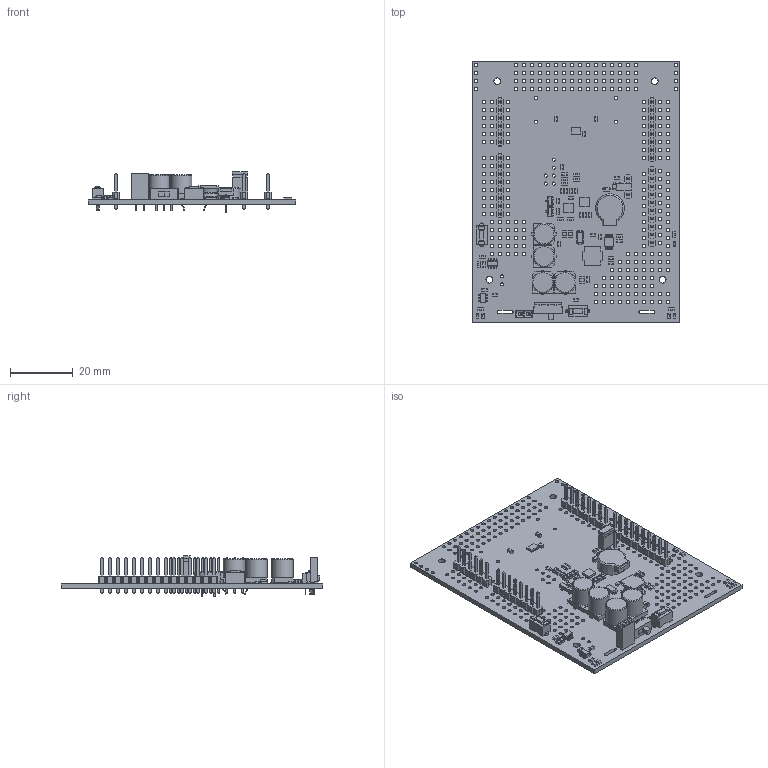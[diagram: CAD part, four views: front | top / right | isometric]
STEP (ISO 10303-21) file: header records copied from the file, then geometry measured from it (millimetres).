
FILE_DESCRIPTION (( 'STEP AP214' ), '1' );
FILE_NAME ('zumo-shield-for-arduino.step', '2017-08-08T22:29:02', ( '' ), ( '' ), 'SwSTEP 2.0', 'SolidWorks 2016', '' );
FILE_SCHEMA (( 'AUTOMOTIVE_DESIGN' ));
Length unit declared in the file: millimetre
Products named in the file (3): zum01c; shorting-block; zumo-shield-for-arduino
Assembly tree (2 placements, depth 2):
  zumo-shield-for-arduino
    zum01c
    shorting-block
Bounding box: 66.04 x 83.06 x 13 mm (x, y, z)
Volume: 10874.3 mm3; surface area: 17304.7 mm2
Topology: 12 solids, 12 shells, 3472 faces, 9122 edges, 5803 vertices
Faces by surface type: plane 2746, cylinder 559, bspline 143, sphere 12, torus 9, cone 3
Full cylindrical faces by diameter (mm): 0.5 x2, 0.889 x2, 1.016 x301, 1.143 x4, 2.184 x4, 6.8 x4
Entity records: 147022 total; most frequent: CARTESIAN_POINT 24668, ORIENTED_EDGE 17560, DIRECTION 15961, EDGE_CURVE 8780, VECTOR 7235, LINE 7235, VERTEX_POINT 5798, EDGE_LOOP 4664
